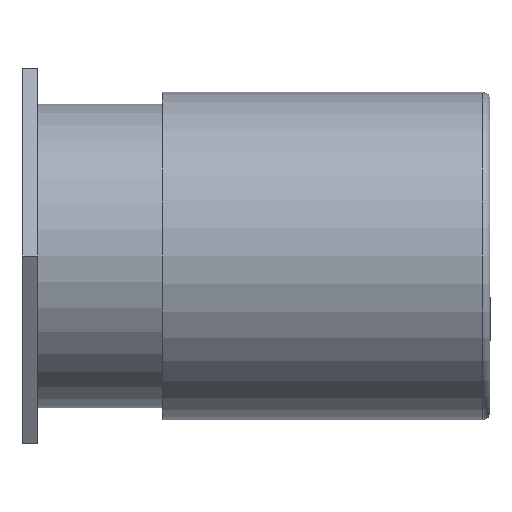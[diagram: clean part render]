
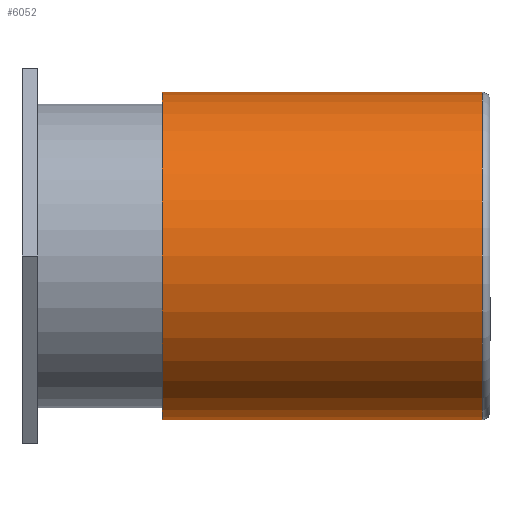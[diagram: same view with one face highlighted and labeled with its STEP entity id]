
A CAD part, front view. The second image highlights one B-rep face of the part: STEP entity #6052.
In plain terms, the highlighted cylindrical face has radius 2.1 mm (diameter 4.2 mm), a partial arc.
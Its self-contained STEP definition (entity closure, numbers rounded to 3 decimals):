
#29 = ORIENTED_EDGE ( 'NONE', *, *, #1275, .T. ) ;
#309 = VECTOR ( 'NONE', #4148, 1000. ) ;
#382 = CARTESIAN_POINT ( 'NONE',  ( 4., 0., 2.1 ) ) ;
#460 = ORIENTED_EDGE ( 'NONE', *, *, #3247, .F. ) ;
#496 = DIRECTION ( 'NONE',  ( -1., 0., 0. ) ) ;
#528 = VECTOR ( 'NONE', #1397, 1000. ) ;
#882 = EDGE_LOOP ( 'NONE', ( #5278, #29, #1526, #460 ) ) ;
#1120 = VERTEX_POINT ( 'NONE', #3895 ) ;
#1229 = CARTESIAN_POINT ( 'NONE',  ( 3.9, 0., 0. ) ) ;
#1275 = EDGE_CURVE ( 'NONE', #1120, #5611, #2550, .T. ) ;
#1311 = DIRECTION ( 'NONE',  ( -1., 0., 0. ) ) ;
#1397 = DIRECTION ( 'NONE',  ( -1., 0., 0. ) ) ;
#1476 = CYLINDRICAL_SURFACE ( 'NONE', #3960, 2.1 ) ;
#1526 = ORIENTED_EDGE ( 'NONE', *, *, #4402, .T. ) ;
#1780 = DIRECTION ( 'NONE',  ( 0., 0., -1. ) ) ;
#1807 = CARTESIAN_POINT ( 'NONE',  ( -0.2, 0., 0. ) ) ;
#1829 = CARTESIAN_POINT ( 'NONE',  ( 4., 0., -2.1 ) ) ;
#2163 = CIRCLE ( 'NONE', #4945, 2.1 ) ;
#2447 = LINE ( 'NONE', #1829, #528 ) ;
#2550 = CIRCLE ( 'NONE', #3641, 2.1 ) ;
#2815 = CARTESIAN_POINT ( 'NONE',  ( 4., 0., 0. ) ) ;
#2895 = FACE_OUTER_BOUND ( 'NONE', #882, .T. ) ;
#3247 = EDGE_CURVE ( 'NONE', #5254, #3334, #2163, .T. ) ;
#3334 = VERTEX_POINT ( 'NONE', #4670 ) ;
#3641 = AXIS2_PLACEMENT_3D ( 'NONE', #1229, #4510, #4488 ) ;
#3724 = DIRECTION ( 'NONE',  ( 0., 0., 1. ) ) ;
#3895 = CARTESIAN_POINT ( 'NONE',  ( 3.9, 0., -2.1 ) ) ;
#3960 = AXIS2_PLACEMENT_3D ( 'NONE', #2815, #496, #3724 ) ;
#4036 = CARTESIAN_POINT ( 'NONE',  ( -0.2, 0., -2.1 ) ) ;
#4148 = DIRECTION ( 'NONE',  ( -1., 0., 0. ) ) ;
#4402 = EDGE_CURVE ( 'NONE', #5611, #3334, #5610, .T. ) ;
#4488 = DIRECTION ( 'NONE',  ( 0., 0., -1. ) ) ;
#4510 = DIRECTION ( 'NONE',  ( -1., 0., 0. ) ) ;
#4532 = EDGE_CURVE ( 'NONE', #1120, #5254, #2447, .T. ) ;
#4670 = CARTESIAN_POINT ( 'NONE',  ( -0.2, 0., 2.1 ) ) ;
#4945 = AXIS2_PLACEMENT_3D ( 'NONE', #1807, #1311, #1780 ) ;
#5254 = VERTEX_POINT ( 'NONE', #4036 ) ;
#5278 = ORIENTED_EDGE ( 'NONE', *, *, #4532, .F. ) ;
#5610 = LINE ( 'NONE', #382, #309 ) ;
#5611 = VERTEX_POINT ( 'NONE', #5738 ) ;
#5738 = CARTESIAN_POINT ( 'NONE',  ( 3.9, 0., 2.1 ) ) ;
#6052 = ADVANCED_FACE ( 'NONE', ( #2895 ), #1476, .T. ) ;
